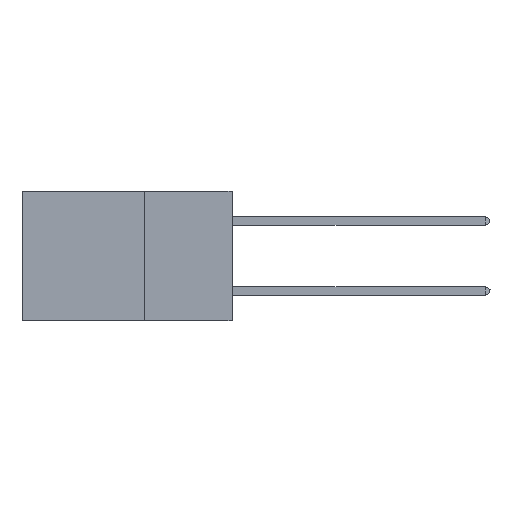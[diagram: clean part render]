
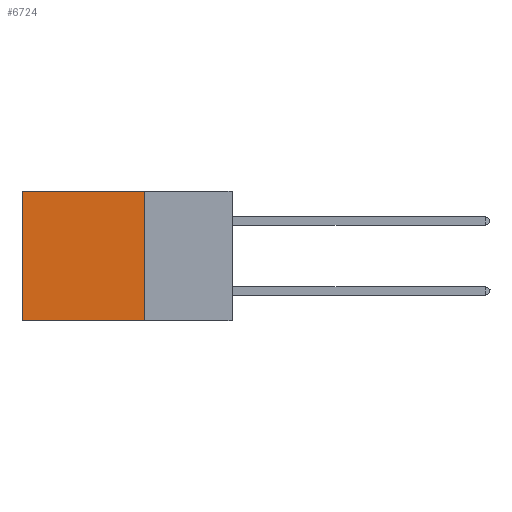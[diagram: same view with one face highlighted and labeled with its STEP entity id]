
A CAD part, left-side view. The second image highlights one B-rep face of the part: STEP entity #6724.
In plain terms, the highlighted planar face has unit normal (-1, 0, 0).
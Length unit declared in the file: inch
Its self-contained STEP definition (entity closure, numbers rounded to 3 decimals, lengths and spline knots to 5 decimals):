
#1083 = DIRECTION ( 'NONE',  ( 0., 0., -1. ) ) ;
#1692 = ORIENTED_EDGE ( 'NONE', *, *, #14856, .F. ) ;
#2266 = DIRECTION ( 'NONE',  ( 1., 0., 0. ) ) ;
#2629 = CARTESIAN_POINT ( 'NONE',  ( 0.2875, 0.25, -0.37 ) ) ;
#2838 = DIRECTION ( 'NONE',  ( 0., 0., -1. ) ) ;
#3274 = CARTESIAN_POINT ( 'NONE',  ( 0.2875, 0.25, 0. ) ) ;
#3494 = VERTEX_POINT ( 'NONE', #18519 ) ;
#3945 = CARTESIAN_POINT ( 'NONE',  ( 0.2875, 0.25, 0. ) ) ;
#4306 = DIRECTION ( 'NONE',  ( 0., 0., -1. ) ) ;
#4450 = PLANE ( 'NONE',  #24062 ) ;
#6724 = ADVANCED_FACE ( 'NONE', ( #13296 ), #4450, .F. ) ;
#9292 = ORIENTED_EDGE ( 'NONE', *, *, #25447, .T. ) ;
#9670 = CARTESIAN_POINT ( 'NONE',  ( 0.2875, 0.6, 0. ) ) ;
#11302 = ORIENTED_EDGE ( 'NONE', *, *, #24850, .T. ) ;
#12619 = DIRECTION ( 'NONE',  ( 0., 1., 0. ) ) ;
#12629 = ORIENTED_EDGE ( 'NONE', *, *, #23887, .F. ) ;
#13270 = VECTOR ( 'NONE', #12619, 39.37008 ) ;
#13296 = FACE_OUTER_BOUND ( 'NONE', #22364, .T. ) ;
#14116 = VECTOR ( 'NONE', #18128, 39.37008 ) ;
#14856 = EDGE_CURVE ( 'NONE', #3494, #27407, #18337, .T. ) ;
#15085 = CARTESIAN_POINT ( 'NONE',  ( 0.2875, 0.6, 0. ) ) ;
#15542 = VECTOR ( 'NONE', #2838, 39.37008 ) ;
#18128 = DIRECTION ( 'NONE',  ( 0., 1., 0. ) ) ;
#18337 = LINE ( 'NONE', #3274, #15542 ) ;
#18419 = LINE ( 'NONE', #2629, #14116 ) ;
#18519 = CARTESIAN_POINT ( 'NONE',  ( 0.2875, 0.25, 0. ) ) ;
#20814 = CARTESIAN_POINT ( 'NONE',  ( 0.2875, 0.25, -0.37 ) ) ;
#21354 = VERTEX_POINT ( 'NONE', #15085 ) ;
#22024 = VECTOR ( 'NONE', #1083, 39.37008 ) ;
#22364 = EDGE_LOOP ( 'NONE', ( #11302, #12629, #1692, #9292 ) ) ;
#22478 = CARTESIAN_POINT ( 'NONE',  ( 0.2875, 0.6, -0.37 ) ) ;
#22684 = LINE ( 'NONE', #9670, #22024 ) ;
#23755 = LINE ( 'NONE', #3945, #13270 ) ;
#23887 = EDGE_CURVE ( 'NONE', #27407, #26970, #18419, .T. ) ;
#24062 = AXIS2_PLACEMENT_3D ( 'NONE', #24134, #2266, #4306 ) ;
#24134 = CARTESIAN_POINT ( 'NONE',  ( 0.2875, 0.25, 0. ) ) ;
#24850 = EDGE_CURVE ( 'NONE', #21354, #26970, #22684, .T. ) ;
#25447 = EDGE_CURVE ( 'NONE', #3494, #21354, #23755, .T. ) ;
#26970 = VERTEX_POINT ( 'NONE', #22478 ) ;
#27407 = VERTEX_POINT ( 'NONE', #20814 ) ;
